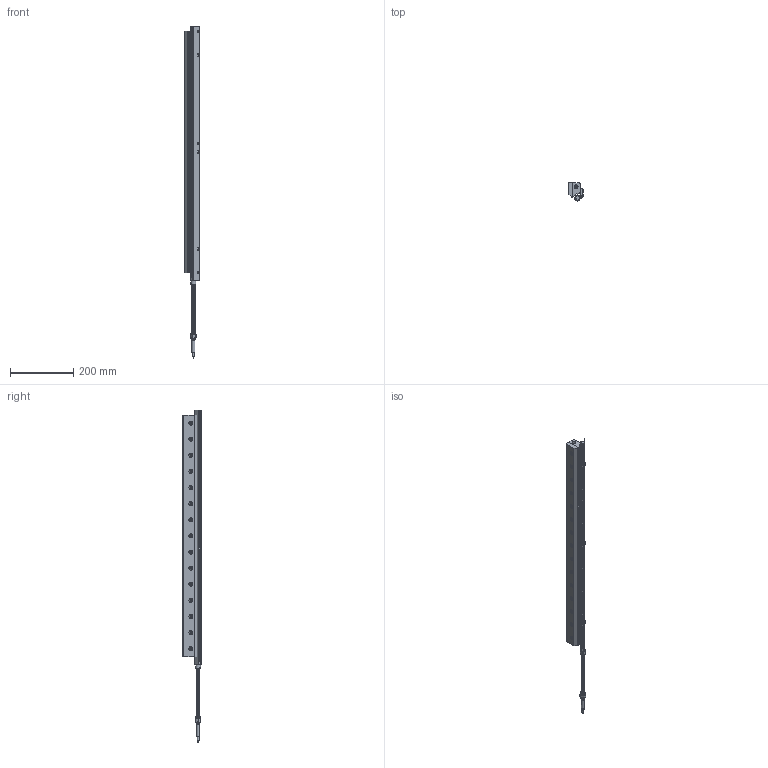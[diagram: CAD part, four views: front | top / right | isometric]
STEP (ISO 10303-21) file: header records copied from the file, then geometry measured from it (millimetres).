
FILE_DESCRIPTION(/* description */ (''),/* implementation_level */ '2;1');
FILE_NAME(/* name */ '112030-DIM.stp',/* time_stamp */ '2017-03-29T13:27:16-04:00',/* author */ ('ryan longshore'),/* organization */ (''),/* preprocessor_version */ 'ST-DEVELOPER v16.5',/* originating_system */ 'Autodesk Inventor 2017',/* authorisation */ '');
FILE_SCHEMA (('AUTOMOTIVE_DESIGN { 1 0 10303 214 3 1 1 }'));
Length unit declared in the file: inch
Products named in the file (26): 112030-DIM; 7525; 8030-DIM; 901831; 901574; 901437; 901592; 901565; 901515; 901587; 901724-DIM; 901806-DIM; 901622; 901576-DIM; 901576 without spring-DIM; 901577; 901625; 901770; 110030; 110544; 110545; 9654; ANSI B18.3 - 1/4 - 20 x 3/4; 2583; Unbrako - 10 x 1/4; Unbrako - 1/4 x 1/2
Assembly tree (76 placements, depth 4):
  112030-DIM
    7525  x3
    8030-DIM
      901831
      901574
      901437
      901592
      901565
      901515
      901587
      901724-DIM
      901576-DIM  x30
        901576 without spring-DIM
        901577
      901806-DIM
      901622
      901625  x2
      901770
    110030
      110544
      110545
      9654  x15
        ANSI B18.3 - 1/4 - 20 x 3/4
      2583  x2
    Unbrako - 10 x 1/4  x3
    Unbrako - 1/4 x 1/2  x3
Bounding box: 47 x 57.63 x 1046.51 mm (x, y, z)
Volume: 1202278.1 mm3; surface area: 373633.5 mm2
Topology: 96 solids, 96 shells, 1402 faces, 3056 edges, 1948 vertices
Faces by surface type: plane 738, cylinder 458, cone 154, torus 31, bspline 21
Full cylindrical faces by diameter (mm): 0.508 x1, 0.635 x60, 1.984 x2, 2.54 x1, 2.667 x30, 2.845 x1, 3.454 x1, 3.485 x1, 3.937 x30, 4.089 x3, 4.826 x3, 4.978 x1, 5.055 x1, 5.159 x18, 5.715 x61, 6.35 x19, 6.604 x1, 6.731 x1, 6.747 x3, 7.144 x18, 8.128 x2, 8.89 x1, 9.144 x1, 9.169 x3, 9.423 x1, 9.525 x3, 10.414 x2, 11.1 x18, 11.112 x1, 11.836 x4
Entity records: 26393 total; most frequent: CARTESIAN_POINT 17802, DIRECTION 1770, ORIENTED_EDGE 1260, AXIS2_PLACEMENT_3D 754, EDGE_LOOP 641, EDGE_CURVE 630, VERTEX_POINT 493, FACE_OUTER_BOUND 358
